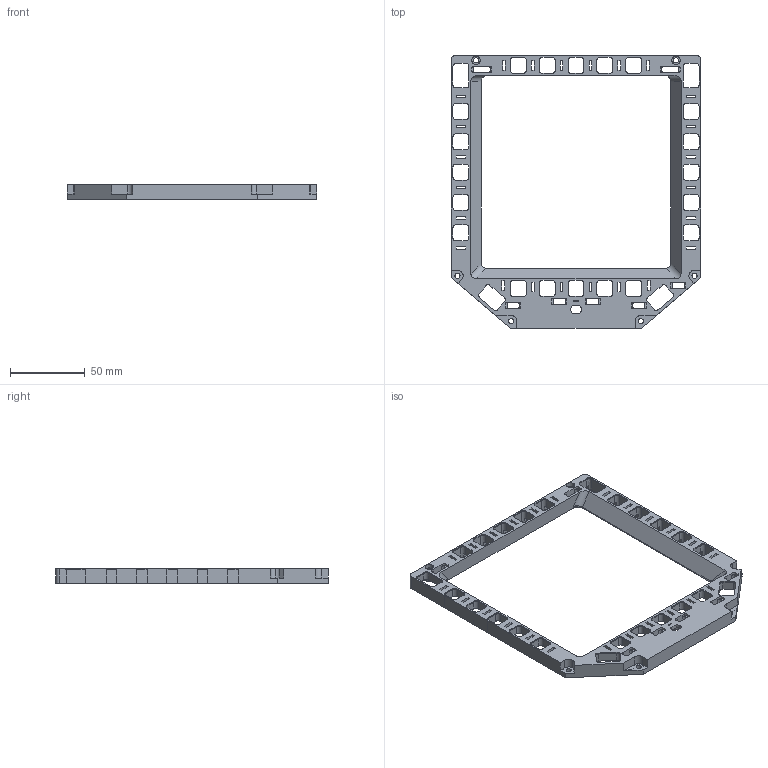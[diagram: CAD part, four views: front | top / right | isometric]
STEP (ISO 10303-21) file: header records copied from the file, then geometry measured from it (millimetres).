
FILE_DESCRIPTION (( 'STEP AP214' ), '1' );
FILE_NAME ('AMPCD Bezel.STEP', '2021-12-12T04:46:58', ( '' ), ( '' ), 'SwSTEP 2.0', 'SolidWorks 2022', '' );
FILE_SCHEMA (( 'AUTOMOTIVE_DESIGN' ));
Length unit declared in the file: inch
Products named in the file (1): AMPCD Bezel
Bounding box: 167 x 182.62 x 9.91 mm (x, y, z)
Volume: 52372.3 mm3; surface area: 43984.6 mm2
Topology: 1 solids, 1 shells, 763 faces, 2250 edges, 1496 vertices
Faces by surface type: plane 444, cylinder 279, bspline 40
Entity records: 26236 total; most frequent: CARTESIAN_POINT 5318, ORIENTED_EDGE 4496, DIRECTION 4200, EDGE_CURVE 2248, LINE 1564, VECTOR 1564, VERTEX_POINT 1496, AXIS2_PLACEMENT_3D 1318
